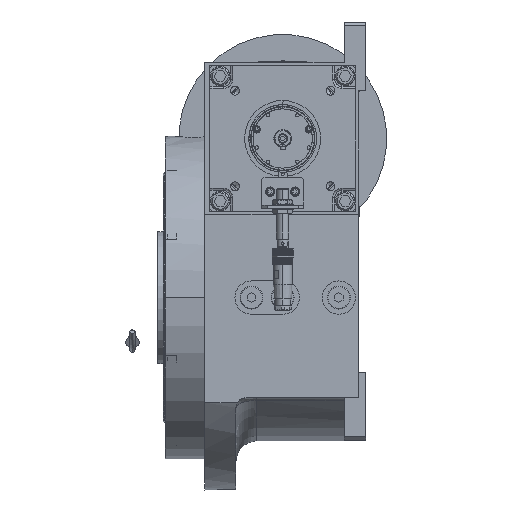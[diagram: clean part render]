
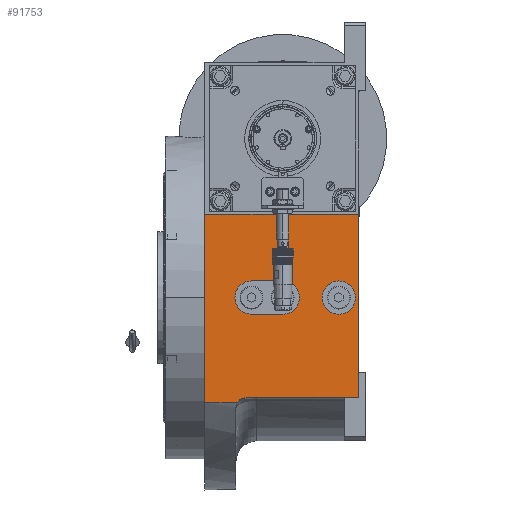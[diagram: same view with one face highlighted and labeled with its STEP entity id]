
A CAD part, left-side view. The second image highlights one B-rep face of the part: STEP entity #91753.
In plain terms, the highlighted planar face has unit normal (-1, 0, 0).
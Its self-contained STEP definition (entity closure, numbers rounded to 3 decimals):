
#1407 = LINE ( 'NONE', #76155, #46089 ) ;
#2142 = VERTEX_POINT ( 'NONE', #48413 ) ;
#2542 = CARTESIAN_POINT ( 'NONE',  ( -155., -54., 0. ) ) ;
#3493 = CARTESIAN_POINT ( 'NONE',  ( -155., 2.1, 60. ) ) ;
#5144 = AXIS2_PLACEMENT_3D ( 'NONE', #93141, #10538, #8741 ) ;
#6089 = CARTESIAN_POINT ( 'NONE',  ( -155., -73., -96. ) ) ;
#7006 = CARTESIAN_POINT ( 'NONE',  ( -155., -2.1, 32. ) ) ;
#7216 = EDGE_LOOP ( 'NONE', ( #19025, #21084, #118162, #54157, #31857, #88805 ) ) ;
#8436 = VERTEX_POINT ( 'NONE', #33912 ) ;
#8741 = DIRECTION ( 'NONE',  ( 0., -1., 0. ) ) ;
#10064 = FACE_BOUND ( 'NONE', #83116, .T. ) ;
#10371 = DIRECTION ( 'NONE',  ( 0., 1., 0. ) ) ;
#10538 = DIRECTION ( 'NONE',  ( -1., 0., 0. ) ) ;
#11042 = DIRECTION ( 'NONE',  ( 0., 1., 0. ) ) ;
#11220 = EDGE_CURVE ( 'NONE', #98921, #79793, #72625, .T. ) ;
#11690 = VECTOR ( 'NONE', #103769, 1000. ) ;
#12147 = LINE ( 'NONE', #20588, #88130 ) ;
#12793 = EDGE_CURVE ( 'NONE', #38326, #39642, #12147, .T. ) ;
#13094 = VERTEX_POINT ( 'NONE', #38547 ) ;
#14625 = CARTESIAN_POINT ( 'NONE',  ( -155., 30., 16. ) ) ;
#15037 = CARTESIAN_POINT ( 'NONE',  ( -155., -38., 0. ) ) ;
#15276 = AXIS2_PLACEMENT_3D ( 'NONE', #107264, #37331, #19843 ) ;
#17387 = VERTEX_POINT ( 'NONE', #14625 ) ;
#18086 = DIRECTION ( 'NONE',  ( -1., 0., 0. ) ) ;
#18459 = CARTESIAN_POINT ( 'NONE',  ( -155., 0., 32. ) ) ;
#18981 = EDGE_CURVE ( 'NONE', #118244, #88462, #87444, .T. ) ;
#19025 = ORIENTED_EDGE ( 'NONE', *, *, #64553, .T. ) ;
#19843 = DIRECTION ( 'NONE',  ( 0., 0.866, 0.5 ) ) ;
#20588 = CARTESIAN_POINT ( 'NONE',  ( -155., -73., 80. ) ) ;
#20853 = DIRECTION ( 'NONE',  ( 0., 1., 0. ) ) ;
#20895 = CARTESIAN_POINT ( 'NONE',  ( -155., -73., -96. ) ) ;
#21084 = ORIENTED_EDGE ( 'NONE', *, *, #12793, .T. ) ;
#22699 = DIRECTION ( 'NONE',  ( 0., 0., 1. ) ) ;
#24564 = DIRECTION ( 'NONE',  ( 0., 0., -1. ) ) ;
#25803 = EDGE_CURVE ( 'NONE', #79793, #39642, #93816, .T. ) ;
#26032 = EDGE_CURVE ( 'NONE', #51584, #8436, #110464, .T. ) ;
#26242 = CARTESIAN_POINT ( 'NONE',  ( -155., 0., 32. ) ) ;
#27436 = VECTOR ( 'NONE', #33836, 1000. ) ;
#28784 = PLANE ( 'NONE',  #116411 ) ;
#28979 = CIRCLE ( 'NONE', #48219, 16. ) ;
#29249 = DIRECTION ( 'NONE',  ( 1., 0., 0. ) ) ;
#29411 = ORIENTED_EDGE ( 'NONE', *, *, #59293, .F. ) ;
#30544 = DIRECTION ( 'NONE',  ( 0., 0., 1. ) ) ;
#30570 = CARTESIAN_POINT ( 'NONE',  ( -155., -73., 80. ) ) ;
#30817 = VERTEX_POINT ( 'NONE', #3493 ) ;
#31857 = ORIENTED_EDGE ( 'NONE', *, *, #79044, .T. ) ;
#32337 = DIRECTION ( 'NONE',  ( -1., 0., 0. ) ) ;
#33218 = CARTESIAN_POINT ( 'NONE',  ( -155., 30., -16. ) ) ;
#33836 = DIRECTION ( 'NONE',  ( 0., 0., 1. ) ) ;
#33912 = CARTESIAN_POINT ( 'NONE',  ( -155., 2.1, 32. ) ) ;
#37331 = DIRECTION ( 'NONE',  ( 1., 0., 0. ) ) ;
#38326 = VERTEX_POINT ( 'NONE', #30570 ) ;
#38547 = CARTESIAN_POINT ( 'NONE',  ( -155., -73., -96. ) ) ;
#39642 = VERTEX_POINT ( 'NONE', #102463 ) ;
#42253 = AXIS2_PLACEMENT_3D ( 'NONE', #18459, #44415, #43809 ) ;
#43809 = DIRECTION ( 'NONE',  ( 0., 1., 0. ) ) ;
#44415 = DIRECTION ( 'NONE',  ( 1., 0., 0. ) ) ;
#45306 = ORIENTED_EDGE ( 'NONE', *, *, #62791, .F. ) ;
#46089 = VECTOR ( 'NONE', #11042, 1000. ) ;
#48219 = AXIS2_PLACEMENT_3D ( 'NONE', #100655, #18086, #24564 ) ;
#48413 = CARTESIAN_POINT ( 'NONE',  ( -155., -70., 0. ) ) ;
#49312 = VECTOR ( 'NONE', #76920, 1000. ) ;
#50423 = CARTESIAN_POINT ( 'NONE',  ( -155., -73., -100.995 ) ) ;
#51584 = VERTEX_POINT ( 'NONE', #7006 ) ;
#52725 = VERTEX_POINT ( 'NONE', #72702 ) ;
#53957 = DIRECTION ( 'NONE',  ( 0., 1., 0. ) ) ;
#54157 = ORIENTED_EDGE ( 'NONE', *, *, #11220, .F. ) ;
#54575 = EDGE_CURVE ( 'NONE', #83359, #17387, #1407, .T. ) ;
#54647 = AXIS2_PLACEMENT_3D ( 'NONE', #2542, #83326, #10371 ) ;
#55730 = CARTESIAN_POINT ( 'NONE',  ( -155., 0., 60. ) ) ;
#55888 = FACE_BOUND ( 'NONE', #106255, .T. ) ;
#56128 = CARTESIAN_POINT ( 'NONE',  ( -155., 0., 16. ) ) ;
#57142 = CIRCLE ( 'NONE', #5144, 16. ) ;
#57166 = AXIS2_PLACEMENT_3D ( 'NONE', #55730, #29249, #92496 ) ;
#57704 = CIRCLE ( 'NONE', #88464, 2.1 ) ;
#59265 = ORIENTED_EDGE ( 'NONE', *, *, #26032, .T. ) ;
#59293 = EDGE_CURVE ( 'NONE', #17387, #118244, #69057, .T. ) ;
#62791 = EDGE_CURVE ( 'NONE', #88462, #83359, #28979, .T. ) ;
#64553 = EDGE_CURVE ( 'NONE', #13094, #38326, #79604, .T. ) ;
#64937 = FACE_BOUND ( 'NONE', #74280, .T. ) ;
#66560 = CIRCLE ( 'NONE', #57166, 2.1 ) ;
#67612 = DIRECTION ( 'NONE',  ( 0., 1., 0. ) ) ;
#69057 = CIRCLE ( 'NONE', #84450, 16. ) ;
#71541 = EDGE_CURVE ( 'NONE', #83543, #2142, #81548, .T. ) ;
#72625 = LINE ( 'NONE', #111167, #93848 ) ;
#72702 = CARTESIAN_POINT ( 'NONE',  ( -155., 35., -96. ) ) ;
#73547 = EDGE_LOOP ( 'NONE', ( #93373, #45306, #81149, #29411 ) ) ;
#74280 = EDGE_LOOP ( 'NONE', ( #92979, #84287 ) ) ;
#75695 = CARTESIAN_POINT ( 'NONE',  ( -155., 0., -16. ) ) ;
#76155 = CARTESIAN_POINT ( 'NONE',  ( -155., 0., 16. ) ) ;
#76920 = DIRECTION ( 'NONE',  ( 0., 1., 0. ) ) ;
#77497 = DIRECTION ( 'NONE',  ( 1., 0., 0. ) ) ;
#79044 = EDGE_CURVE ( 'NONE', #98921, #52725, #107677, .T. ) ;
#79604 = LINE ( 'NONE', #6089, #27436 ) ;
#79793 = VERTEX_POINT ( 'NONE', #84769 ) ;
#79854 = CARTESIAN_POINT ( 'NONE',  ( -155., 43.657, -100.995 ) ) ;
#81149 = ORIENTED_EDGE ( 'NONE', *, *, #18981, .F. ) ;
#81548 = CIRCLE ( 'NONE', #54647, 16. ) ;
#82698 = DIRECTION ( 'NONE',  ( 0., 0., 1. ) ) ;
#83116 = EDGE_LOOP ( 'NONE', ( #98887, #100844 ) ) ;
#83326 = DIRECTION ( 'NONE',  ( -1., 0., 0. ) ) ;
#83359 = VERTEX_POINT ( 'NONE', #56128 ) ;
#83543 = VERTEX_POINT ( 'NONE', #15037 ) ;
#83611 = FACE_OUTER_BOUND ( 'NONE', #7216, .T. ) ;
#84271 = EDGE_CURVE ( 'NONE', #30817, #106033, #57704, .T. ) ;
#84287 = ORIENTED_EDGE ( 'NONE', *, *, #71541, .F. ) ;
#84450 = AXIS2_PLACEMENT_3D ( 'NONE', #99020, #89976, #82698 ) ;
#84769 = CARTESIAN_POINT ( 'NONE',  ( -155., 75., -100.995 ) ) ;
#87444 = LINE ( 'NONE', #33218, #11690 ) ;
#88130 = VECTOR ( 'NONE', #67612, 1000. ) ;
#88462 = VERTEX_POINT ( 'NONE', #75695 ) ;
#88464 = AXIS2_PLACEMENT_3D ( 'NONE', #103419, #77497, #20853 ) ;
#88805 = ORIENTED_EDGE ( 'NONE', *, *, #100147, .F. ) ;
#89976 = DIRECTION ( 'NONE',  ( -1., 0., 0. ) ) ;
#91305 = DIRECTION ( 'NONE',  ( 1., 0., 0. ) ) ;
#91753 = ADVANCED_FACE ( 'NONE', ( #110728, #64937, #55888, #10064, #83611 ), #28784, .T. ) ;
#92496 = DIRECTION ( 'NONE',  ( 0., -1., 0. ) ) ;
#92639 = CARTESIAN_POINT ( 'NONE',  ( -155., 75., -100.995 ) ) ;
#92979 = ORIENTED_EDGE ( 'NONE', *, *, #107488, .F. ) ;
#93141 = CARTESIAN_POINT ( 'NONE',  ( -155., -54., 0. ) ) ;
#93373 = ORIENTED_EDGE ( 'NONE', *, *, #54575, .F. ) ;
#93816 = LINE ( 'NONE', #92639, #112390 ) ;
#93848 = VECTOR ( 'NONE', #53957, 1000. ) ;
#96124 = CIRCLE ( 'NONE', #42253, 2.1 ) ;
#98887 = ORIENTED_EDGE ( 'NONE', *, *, #84271, .T. ) ;
#98921 = VERTEX_POINT ( 'NONE', #79854 ) ;
#99020 = CARTESIAN_POINT ( 'NONE',  ( -155., 30., 0. ) ) ;
#100147 = EDGE_CURVE ( 'NONE', #13094, #52725, #103456, .T. ) ;
#100486 = EDGE_CURVE ( 'NONE', #106033, #30817, #66560, .T. ) ;
#100655 = CARTESIAN_POINT ( 'NONE',  ( -155., 0., 0. ) ) ;
#100844 = ORIENTED_EDGE ( 'NONE', *, *, #100486, .T. ) ;
#100917 = AXIS2_PLACEMENT_3D ( 'NONE', #26242, #91305, #119013 ) ;
#102463 = CARTESIAN_POINT ( 'NONE',  ( -155., 75., 80. ) ) ;
#103419 = CARTESIAN_POINT ( 'NONE',  ( -155., 0., 60. ) ) ;
#103456 = LINE ( 'NONE', #20895, #49312 ) ;
#103769 = DIRECTION ( 'NONE',  ( 0., -1., 0. ) ) ;
#104963 = EDGE_CURVE ( 'NONE', #8436, #51584, #96124, .T. ) ;
#106033 = VERTEX_POINT ( 'NONE', #114159 ) ;
#106255 = EDGE_LOOP ( 'NONE', ( #118922, #59265 ) ) ;
#107264 = CARTESIAN_POINT ( 'NONE',  ( -155., 35., -106. ) ) ;
#107488 = EDGE_CURVE ( 'NONE', #2142, #83543, #57142, .T. ) ;
#107677 = CIRCLE ( 'NONE', #15276, 10. ) ;
#109439 = CARTESIAN_POINT ( 'NONE',  ( -155., 30., -16. ) ) ;
#110464 = CIRCLE ( 'NONE', #100917, 2.1 ) ;
#110728 = FACE_BOUND ( 'NONE', #73547, .T. ) ;
#111167 = CARTESIAN_POINT ( 'NONE',  ( -155., 43.657, -100.995 ) ) ;
#112390 = VECTOR ( 'NONE', #30544, 1000. ) ;
#114159 = CARTESIAN_POINT ( 'NONE',  ( -155., -2.1, 60. ) ) ;
#116411 = AXIS2_PLACEMENT_3D ( 'NONE', #50423, #32337, #22699 ) ;
#118162 = ORIENTED_EDGE ( 'NONE', *, *, #25803, .F. ) ;
#118244 = VERTEX_POINT ( 'NONE', #109439 ) ;
#118922 = ORIENTED_EDGE ( 'NONE', *, *, #104963, .T. ) ;
#119013 = DIRECTION ( 'NONE',  ( 0., -1., 0. ) ) ;
